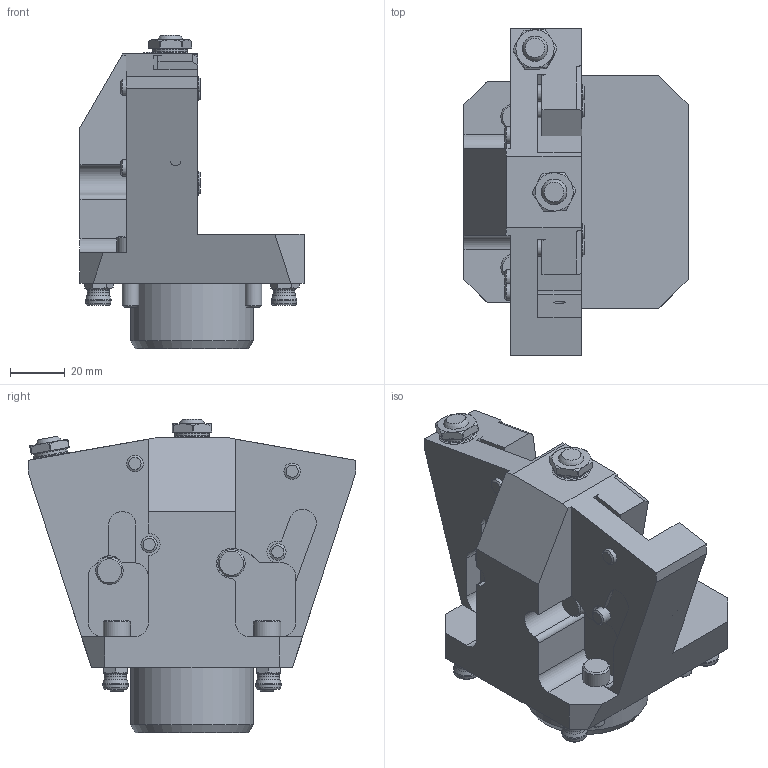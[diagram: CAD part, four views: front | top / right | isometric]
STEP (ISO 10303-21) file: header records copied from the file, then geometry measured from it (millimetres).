
FILE_DESCRIPTION(/* description */ (''),/* implementation_level */ '2;1');
FILE_NAME(/* name */ 'W7040102_A__specification_W7040102_Aussen_.stp',/* time_stamp */ '2015-05-19T10:25:04+02:00',/* author */ (''),/* organization */ (''),/* preprocessor_version */ 'ST-DEVELOPER v15',/* originating_system */ 'SIEMENS PLM Software NX 9.0',/* authorisation */ '');
FILE_SCHEMA (('AUTOMOTIVE_DESIGN { 1 0 10303 214 3 1 1 1 }'));
Length unit declared in the file: millimetre
Products named in the file (1): _
Bounding box: 82 x 120 x 114.78 mm (x, y, z)
Volume: 307771.8 mm3; surface area: 53586.8 mm2
Topology: 1 solids, 1 shells, 265 faces, 659 edges, 426 vertices
Faces by surface type: plane 132, cylinder 62, cone 49, torus 20, sphere 2
Full cylindrical faces by diameter (mm): 4.2 x1, 6 x16, 8 x4, 10 x4, 12.6 x2, 14 x2, 45 x1
Entity records: 7405 total; most frequent: CARTESIAN_POINT 1452, DIRECTION 1217, ORIENTED_EDGE 1110, EDGE_CURVE 555, AXIS2_PLACEMENT_3D 462, VERTEX_POINT 401, EDGE_LOOP 382, LINE 293
